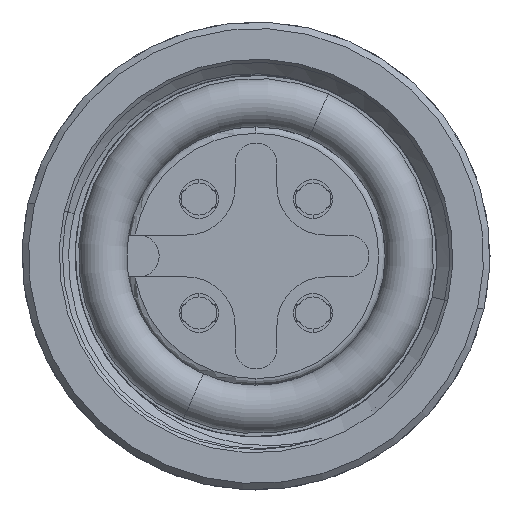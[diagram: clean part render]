
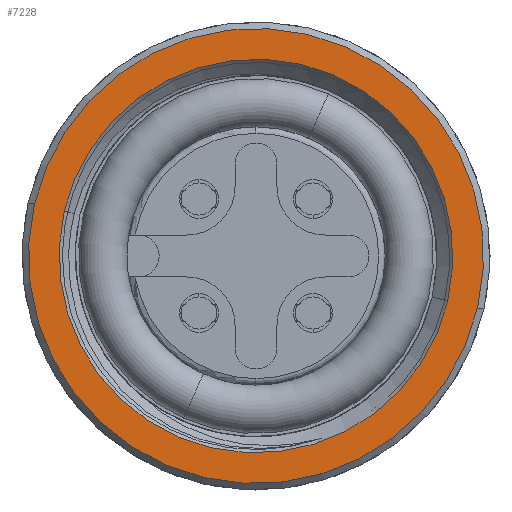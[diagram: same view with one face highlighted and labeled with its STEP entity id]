
A CAD part, left-side view. The second image highlights one B-rep face of the part: STEP entity #7228.
In plain terms, the highlighted face is planar.
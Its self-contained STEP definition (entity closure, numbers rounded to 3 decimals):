
#465 = VERTEX_POINT ( 'NONE', #30999 ) ;
#2848 = DIRECTION ( 'NONE',  ( 0., 0., 1. ) ) ;
#4006 = AXIS2_PLACEMENT_3D ( 'NONE', #35198, #15777, #9743 ) ;
#4370 = CARTESIAN_POINT ( 'NONE',  ( 11., 7.25, 0. ) ) ;
#6024 = EDGE_CURVE ( 'NONE', #465, #11839, #22539, .T. ) ;
#6137 = EDGE_CURVE ( 'NONE', #11839, #465, #10289, .T. ) ;
#7228 = ADVANCED_FACE ( 'NONE', ( #10364, #18619 ), #18449, .F. ) ;
#7435 = DIRECTION ( 'NONE',  ( 0., 0., 1. ) ) ;
#8294 = CARTESIAN_POINT ( 'NONE',  ( 11., 0., 6.1 ) ) ;
#8749 = AXIS2_PLACEMENT_3D ( 'NONE', #23680, #18027, #28660 ) ;
#9743 = DIRECTION ( 'NONE',  ( 0., 0., 1. ) ) ;
#10289 = CIRCLE ( 'NONE', #30762, 6.1 ) ;
#10364 = FACE_OUTER_BOUND ( 'NONE', #27004, .T. ) ;
#10708 = VERTEX_POINT ( 'NONE', #35294 ) ;
#11839 = VERTEX_POINT ( 'NONE', #8294 ) ;
#12927 = DIRECTION ( 'NONE',  ( 0., 0., 1. ) ) ;
#14341 = AXIS2_PLACEMENT_3D ( 'NONE', #16039, #34908, #12927 ) ;
#15176 = CIRCLE ( 'NONE', #8749, 7.05 ) ;
#15284 = ORIENTED_EDGE ( 'NONE', *, *, #25364, .T. ) ;
#15777 = DIRECTION ( 'NONE',  ( 1., 0., 0. ) ) ;
#16039 = CARTESIAN_POINT ( 'NONE',  ( 11., 0., 0. ) ) ;
#18027 = DIRECTION ( 'NONE',  ( 1., 0., 0. ) ) ;
#18449 = PLANE ( 'NONE',  #26727 ) ;
#18619 = FACE_BOUND ( 'NONE', #23577, .T. ) ;
#19690 = CARTESIAN_POINT ( 'NONE',  ( 11., 0., 0. ) ) ;
#22539 = CIRCLE ( 'NONE', #14341, 6.1 ) ;
#23577 = EDGE_LOOP ( 'NONE', ( #34660, #27910 ) ) ;
#23680 = CARTESIAN_POINT ( 'NONE',  ( 11., 0., 0. ) ) ;
#24798 = DIRECTION ( 'NONE',  ( -1., 0., 0. ) ) ;
#25364 = EDGE_CURVE ( 'NONE', #27885, #10708, #15176, .T. ) ;
#26727 = AXIS2_PLACEMENT_3D ( 'NONE', #4370, #32702, #7435 ) ;
#27004 = EDGE_LOOP ( 'NONE', ( #27961, #15284 ) ) ;
#27885 = VERTEX_POINT ( 'NONE', #29623 ) ;
#27910 = ORIENTED_EDGE ( 'NONE', *, *, #6137, .T. ) ;
#27961 = ORIENTED_EDGE ( 'NONE', *, *, #33642, .T. ) ;
#28660 = DIRECTION ( 'NONE',  ( 0., 0., 1. ) ) ;
#29623 = CARTESIAN_POINT ( 'NONE',  ( 11., 0., -7.05 ) ) ;
#30762 = AXIS2_PLACEMENT_3D ( 'NONE', #19690, #24798, #2848 ) ;
#30881 = CIRCLE ( 'NONE', #4006, 7.05 ) ;
#30999 = CARTESIAN_POINT ( 'NONE',  ( 11., 0., -6.1 ) ) ;
#32702 = DIRECTION ( 'NONE',  ( -1., 0., 0. ) ) ;
#33642 = EDGE_CURVE ( 'NONE', #10708, #27885, #30881, .T. ) ;
#34660 = ORIENTED_EDGE ( 'NONE', *, *, #6024, .T. ) ;
#34908 = DIRECTION ( 'NONE',  ( -1., 0., 0. ) ) ;
#35198 = CARTESIAN_POINT ( 'NONE',  ( 11., 0., 0. ) ) ;
#35294 = CARTESIAN_POINT ( 'NONE',  ( 11., 0., 7.05 ) ) ;
